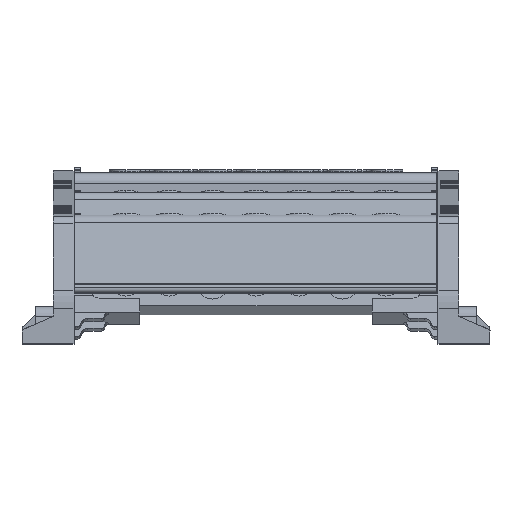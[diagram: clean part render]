
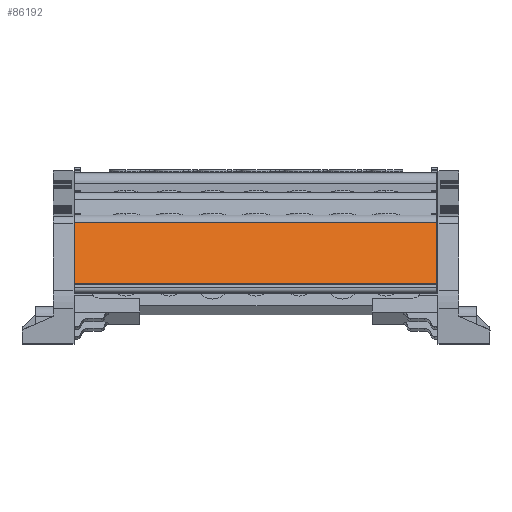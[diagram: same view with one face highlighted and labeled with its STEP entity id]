
A CAD part, top view. The second image highlights one B-rep face of the part: STEP entity #86192.
In plain terms, the highlighted planar face has unit normal (0, 0.276, 0.961).
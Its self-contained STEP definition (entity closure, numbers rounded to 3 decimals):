
#675 = EDGE_CURVE ( 'NONE', #58072, #12117, #67175, .T. ) ;
#699 = EDGE_CURVE ( 'NONE', #58072, #11959, #67305, .T. ) ;
#11892 = VERTEX_POINT ( 'NONE', #73634 ) ;
#11959 = VERTEX_POINT ( 'NONE', #73750 ) ;
#12117 = VERTEX_POINT ( 'NONE', #72713 ) ;
#25021 = DIRECTION ( 'NONE',  ( 1., 0., 0. ) ) ;
#25069 = LINE ( 'NONE', #25113, #73323 ) ;
#25113 = CARTESIAN_POINT ( 'NONE',  ( 43.67, 255.321, 45.469 ) ) ;
#26160 = CARTESIAN_POINT ( 'NONE',  ( -60.8, 266.403, 42.292 ) ) ;
#26162 = DIRECTION ( 'NONE',  ( 0., -0.961, 0.276 ) ) ;
#26181 = LINE ( 'NONE', #26160, #73842 ) ;
#38646 = ORIENTED_EDGE ( 'NONE', *, *, #91548, .T. ) ;
#38691 = ORIENTED_EDGE ( 'NONE', *, *, #699, .F. ) ;
#38692 = ORIENTED_EDGE ( 'NONE', *, *, #675, .T. ) ;
#38739 = ORIENTED_EDGE ( 'NONE', *, *, #91270, .T. ) ;
#48889 = PLANE ( 'NONE',  #67436 ) ;
#48893 = FACE_OUTER_BOUND ( 'NONE', #77365, .T. ) ;
#48894 = DIRECTION ( 'NONE',  ( 0., -0.961, 0.276 ) ) ;
#48910 = CARTESIAN_POINT ( 'NONE',  ( 43.67, 266.403, 42.292 ) ) ;
#48932 = DIRECTION ( 'NONE',  ( 0., 0.276, 0.961 ) ) ;
#58072 = VERTEX_POINT ( 'NONE', #69831 ) ;
#67170 = CARTESIAN_POINT ( 'NONE',  ( 43.67, 274.443, 39.986 ) ) ;
#67175 = LINE ( 'NONE', #67170, #89402 ) ;
#67222 = DIRECTION ( 'NONE',  ( -1., 0., 0. ) ) ;
#67267 = CARTESIAN_POINT ( 'NONE',  ( 43.67, 274.443, 39.986 ) ) ;
#67288 = DIRECTION ( 'NONE',  ( 0., -0.961, 0.276 ) ) ;
#67305 = LINE ( 'NONE', #67267, #89520 ) ;
#67436 = AXIS2_PLACEMENT_3D ( 'NONE', #48910, #48932, #48894 ) ;
#69831 = CARTESIAN_POINT ( 'NONE',  ( 43.67, 274.443, 39.986 ) ) ;
#72713 = CARTESIAN_POINT ( 'NONE',  ( -60.8, 274.443, 39.986 ) ) ;
#73323 = VECTOR ( 'NONE', #25021, 1000. ) ;
#73634 = CARTESIAN_POINT ( 'NONE',  ( -60.8, 255.321, 45.469 ) ) ;
#73750 = CARTESIAN_POINT ( 'NONE',  ( 43.67, 255.321, 45.469 ) ) ;
#73842 = VECTOR ( 'NONE', #26162, 1000. ) ;
#77365 = EDGE_LOOP ( 'NONE', ( #38691, #38692, #38646, #38739 ) ) ;
#86192 = ADVANCED_FACE ( 'NONE', ( #48893 ), #48889, .T. ) ;
#89402 = VECTOR ( 'NONE', #67222, 1000. ) ;
#89520 = VECTOR ( 'NONE', #67288, 1000. ) ;
#91270 = EDGE_CURVE ( 'NONE', #11892, #11959, #25069, .T. ) ;
#91548 = EDGE_CURVE ( 'NONE', #12117, #11892, #26181, .T. ) ;
